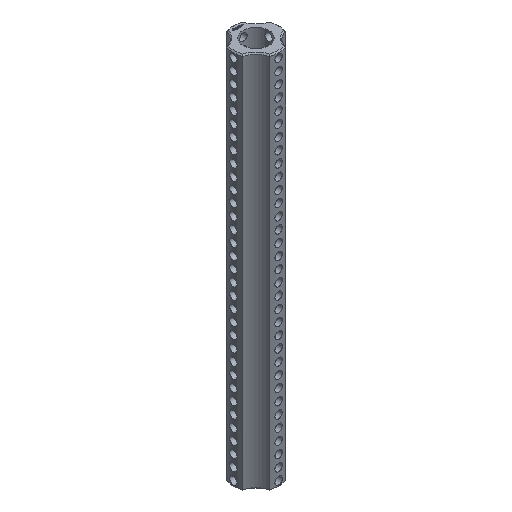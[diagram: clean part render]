
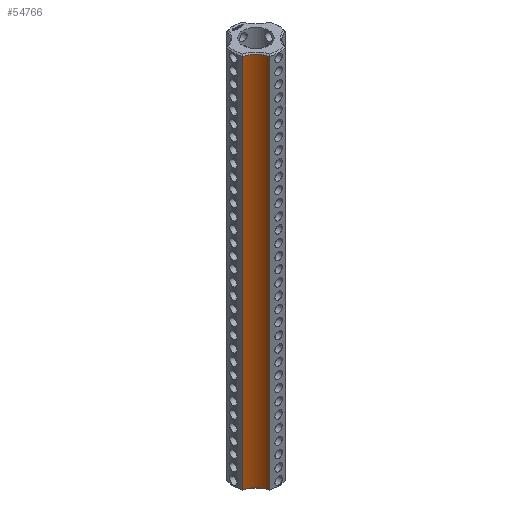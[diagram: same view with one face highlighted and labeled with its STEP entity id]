
A CAD part, isometric view. The second image highlights one B-rep face of the part: STEP entity #54766.
In plain terms, the highlighted cylindrical face has radius 5 mm (diameter 10 mm), a partial arc.
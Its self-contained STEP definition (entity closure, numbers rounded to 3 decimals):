
#7152 = CYLINDRICAL_SURFACE('',#7153,6.25);
#7153 = AXIS2_PLACEMENT_3D('',#7154,#7155,#7156);
#7154 = CARTESIAN_POINT('',(0.,0.,0.));
#7155 = DIRECTION('',(-0.,-0.,-1.));
#7156 = DIRECTION('',(1.,0.,0.));
#15684 = EDGE_CURVE('',#15685,#15687,#15689,.T.);
#15685 = VERTEX_POINT('',#15686);
#15686 = CARTESIAN_POINT('',(-2.225,-5.841,0.3));
#15687 = VERTEX_POINT('',#15688);
#15688 = CARTESIAN_POINT('',(-2.225,-5.841,102.825));
#15689 = SURFACE_CURVE('',#15690,(#15694,#15701),.PCURVE_S1.);
#15690 = LINE('',#15691,#15692);
#15691 = CARTESIAN_POINT('',(-2.225,-5.841,0.));
#15692 = VECTOR('',#15693,1.);
#15693 = DIRECTION('',(0.,0.,1.));
#15694 = PCURVE('',#7152,#15695);
#15695 = DEFINITIONAL_REPRESENTATION('',(#15696),#15700);
#15696 = LINE('',#15697,#15698);
#15697 = CARTESIAN_POINT('',(-4.348,0.));
#15698 = VECTOR('',#15699,1.);
#15699 = DIRECTION('',(-0.,-1.));
#15700 = ( GEOMETRIC_REPRESENTATION_CONTEXT(2) 
PARAMETRIC_REPRESENTATION_CONTEXT() REPRESENTATION_CONTEXT('2D SPACE',''
  ) );
#15701 = PCURVE('',#15702,#15707);
#15702 = CYLINDRICAL_SURFACE('',#15703,5.);
#15703 = AXIS2_PLACEMENT_3D('',#15704,#15705,#15706);
#15704 = CARTESIAN_POINT('',(-7.071,-7.071,0.));
#15705 = DIRECTION('',(-0.,-0.,-1.));
#15706 = DIRECTION('',(1.,0.,0.));
#15707 = DEFINITIONAL_REPRESENTATION('',(#15708),#15712);
#15708 = LINE('',#15709,#15710);
#15709 = CARTESIAN_POINT('',(-0.249,0.));
#15710 = VECTOR('',#15711,1.);
#15711 = DIRECTION('',(-0.,-1.));
#15712 = ( GEOMETRIC_REPRESENTATION_CONTEXT(2) 
PARAMETRIC_REPRESENTATION_CONTEXT() REPRESENTATION_CONTEXT('2D SPACE',''
  ) );
#21335 = CONICAL_SURFACE('',#21336,5.,0.785);
#21336 = AXIS2_PLACEMENT_3D('',#21337,#21338,#21339);
#21337 = CARTESIAN_POINT('',(-7.071,-7.071,0.3));
#21338 = DIRECTION('',(-0.,-0.,-1.));
#21339 = DIRECTION('',(0.969,0.246,0.));
#21537 = CONICAL_SURFACE('',#21538,5.,0.785);
#21538 = AXIS2_PLACEMENT_3D('',#21539,#21540,#21541);
#21539 = CARTESIAN_POINT('',(-7.071,-7.071,102.825));
#21540 = DIRECTION('',(0.,0.,1.));
#21541 = DIRECTION('',(0.969,0.246,0.));
#54766 = ADVANCED_FACE('',(#54767),#15702,.F.);
#54767 = FACE_BOUND('',#54768,.T.);
#54768 = EDGE_LOOP('',(#54769,#54770,#54794,#54822));
#54769 = ORIENTED_EDGE('',*,*,#15684,.T.);
#54770 = ORIENTED_EDGE('',*,*,#54771,.T.);
#54771 = EDGE_CURVE('',#15687,#54772,#54774,.T.);
#54772 = VERTEX_POINT('',#54773);
#54773 = CARTESIAN_POINT('',(-5.841,-2.225,102.825));
#54774 = SURFACE_CURVE('',#54775,(#54780,#54787),.PCURVE_S1.);
#54775 = CIRCLE('',#54776,5.);
#54776 = AXIS2_PLACEMENT_3D('',#54777,#54778,#54779);
#54777 = CARTESIAN_POINT('',(-7.071,-7.071,102.825));
#54778 = DIRECTION('',(0.,-0.,1.));
#54779 = DIRECTION('',(0.969,0.246,0.));
#54780 = PCURVE('',#15702,#54781);
#54781 = DEFINITIONAL_REPRESENTATION('',(#54782),#54786);
#54782 = LINE('',#54783,#54784);
#54783 = CARTESIAN_POINT('',(-0.249,-102.825));
#54784 = VECTOR('',#54785,1.);
#54785 = DIRECTION('',(-1.,0.));
#54786 = ( GEOMETRIC_REPRESENTATION_CONTEXT(2) 
PARAMETRIC_REPRESENTATION_CONTEXT() REPRESENTATION_CONTEXT('2D SPACE',''
  ) );
#54787 = PCURVE('',#21537,#54788);
#54788 = DEFINITIONAL_REPRESENTATION('',(#54789),#54793);
#54789 = LINE('',#54790,#54791);
#54790 = CARTESIAN_POINT('',(0.,0.));
#54791 = VECTOR('',#54792,1.);
#54792 = DIRECTION('',(1.,0.));
#54793 = ( GEOMETRIC_REPRESENTATION_CONTEXT(2) 
PARAMETRIC_REPRESENTATION_CONTEXT() REPRESENTATION_CONTEXT('2D SPACE',''
  ) );
#54794 = ORIENTED_EDGE('',*,*,#54795,.F.);
#54795 = EDGE_CURVE('',#54796,#54772,#54798,.T.);
#54796 = VERTEX_POINT('',#54797);
#54797 = CARTESIAN_POINT('',(-5.841,-2.225,0.3));
#54798 = SURFACE_CURVE('',#54799,(#54803,#54810),.PCURVE_S1.);
#54799 = LINE('',#54800,#54801);
#54800 = CARTESIAN_POINT('',(-5.841,-2.225,0.));
#54801 = VECTOR('',#54802,1.);
#54802 = DIRECTION('',(0.,0.,1.));
#54803 = PCURVE('',#15702,#54804);
#54804 = DEFINITIONAL_REPRESENTATION('',(#54805),#54809);
#54805 = LINE('',#54806,#54807);
#54806 = CARTESIAN_POINT('',(-1.322,0.));
#54807 = VECTOR('',#54808,1.);
#54808 = DIRECTION('',(-0.,-1.));
#54809 = ( GEOMETRIC_REPRESENTATION_CONTEXT(2) 
PARAMETRIC_REPRESENTATION_CONTEXT() REPRESENTATION_CONTEXT('2D SPACE',''
  ) );
#54810 = PCURVE('',#54811,#54816);
#54811 = CYLINDRICAL_SURFACE('',#54812,6.25);
#54812 = AXIS2_PLACEMENT_3D('',#54813,#54814,#54815);
#54813 = CARTESIAN_POINT('',(0.,0.,0.));
#54814 = DIRECTION('',(-0.,-0.,-1.));
#54815 = DIRECTION('',(1.,0.,0.));
#54816 = DEFINITIONAL_REPRESENTATION('',(#54817),#54821);
#54817 = LINE('',#54818,#54819);
#54818 = CARTESIAN_POINT('',(-3.506,0.));
#54819 = VECTOR('',#54820,1.);
#54820 = DIRECTION('',(-0.,-1.));
#54821 = ( GEOMETRIC_REPRESENTATION_CONTEXT(2) 
PARAMETRIC_REPRESENTATION_CONTEXT() REPRESENTATION_CONTEXT('2D SPACE',''
  ) );
#54822 = ORIENTED_EDGE('',*,*,#54823,.F.);
#54823 = EDGE_CURVE('',#15685,#54796,#54824,.T.);
#54824 = SURFACE_CURVE('',#54825,(#54830,#54837),.PCURVE_S1.);
#54825 = CIRCLE('',#54826,5.);
#54826 = AXIS2_PLACEMENT_3D('',#54827,#54828,#54829);
#54827 = CARTESIAN_POINT('',(-7.071,-7.071,0.3));
#54828 = DIRECTION('',(0.,-0.,1.));
#54829 = DIRECTION('',(0.969,0.246,0.));
#54830 = PCURVE('',#15702,#54831);
#54831 = DEFINITIONAL_REPRESENTATION('',(#54832),#54836);
#54832 = LINE('',#54833,#54834);
#54833 = CARTESIAN_POINT('',(-0.249,-0.3));
#54834 = VECTOR('',#54835,1.);
#54835 = DIRECTION('',(-1.,0.));
#54836 = ( GEOMETRIC_REPRESENTATION_CONTEXT(2) 
PARAMETRIC_REPRESENTATION_CONTEXT() REPRESENTATION_CONTEXT('2D SPACE',''
  ) );
#54837 = PCURVE('',#21335,#54838);
#54838 = DEFINITIONAL_REPRESENTATION('',(#54839),#54843);
#54839 = LINE('',#54840,#54841);
#54840 = CARTESIAN_POINT('',(-0.,0.));
#54841 = VECTOR('',#54842,1.);
#54842 = DIRECTION('',(-1.,0.));
#54843 = ( GEOMETRIC_REPRESENTATION_CONTEXT(2) 
PARAMETRIC_REPRESENTATION_CONTEXT() REPRESENTATION_CONTEXT('2D SPACE',''
  ) );
